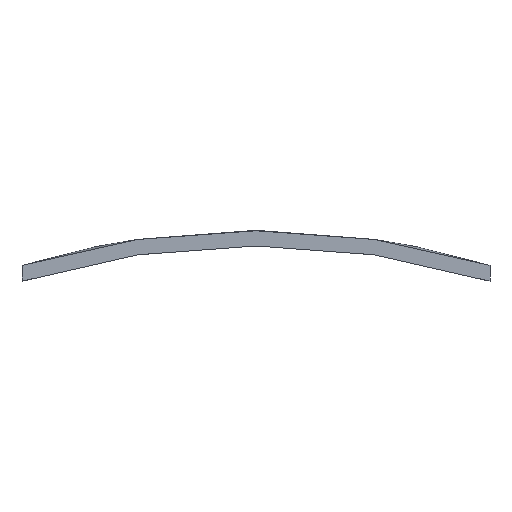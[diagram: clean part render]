
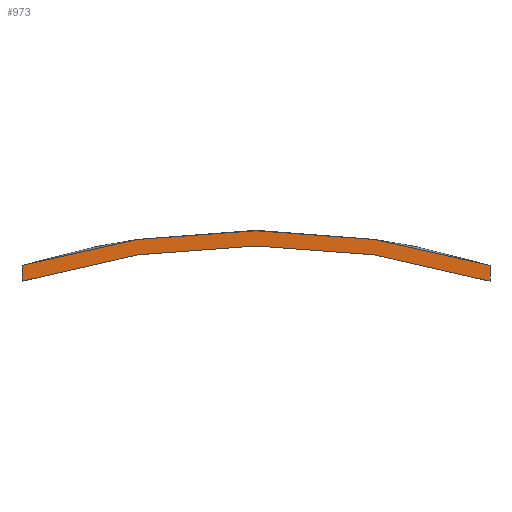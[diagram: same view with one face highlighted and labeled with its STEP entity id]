
A CAD part, front view. The second image highlights one B-rep face of the part: STEP entity #973.
In plain terms, the highlighted planar face has unit normal (0, -1, 0).
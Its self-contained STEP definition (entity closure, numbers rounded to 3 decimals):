
#32 = VERTEX_POINT ( 'NONE', #534 ) ;
#51 = CARTESIAN_POINT ( 'NONE',  ( 0., 0., -237.572 ) ) ;
#77 = EDGE_CURVE ( 'NONE', #1132, #810, #325, .T. ) ;
#98 = CARTESIAN_POINT ( 'NONE',  ( 73.171, 0., 5.13 ) ) ;
#134 = LINE ( 'NONE', #874, #165 ) ;
#148 = VERTEX_POINT ( 'NONE', #287 ) ;
#162 = ORIENTED_EDGE ( 'NONE', *, *, #77, .F. ) ;
#164 = PLANE ( 'NONE',  #894 ) ;
#165 = VECTOR ( 'NONE', #184, 1000. ) ;
#184 = DIRECTION ( 'NONE',  ( 0., 0., -1. ) ) ;
#222 = LINE ( 'NONE', #1079, #315 ) ;
#263 = DIRECTION ( 'NONE',  ( 0., 0., 1. ) ) ;
#272 = ORIENTED_EDGE ( 'NONE', *, *, #744, .F. ) ;
#287 = CARTESIAN_POINT ( 'NONE',  ( -73.171, 0., 0.151 ) ) ;
#315 = VECTOR ( 'NONE', #791, 1000. ) ;
#325 = CIRCLE ( 'NONE', #1273, 253.492 ) ;
#332 = CIRCLE ( 'NONE', #723, 248.729 ) ;
#340 = ORIENTED_EDGE ( 'NONE', *, *, #409, .F. ) ;
#409 = EDGE_CURVE ( 'NONE', #148, #1132, #222, .T. ) ;
#432 = ORIENTED_EDGE ( 'NONE', *, *, #474, .F. ) ;
#474 = EDGE_CURVE ( 'NONE', #32, #148, #332, .T. ) ;
#506 = CARTESIAN_POINT ( 'NONE',  ( 0., 0., -237.572 ) ) ;
#534 = CARTESIAN_POINT ( 'NONE',  ( 73.171, 0., 0.151 ) ) ;
#596 = CARTESIAN_POINT ( 'NONE',  ( -73.171, 0., 5.13 ) ) ;
#602 = DIRECTION ( 'NONE',  ( 0., 1., 0. ) ) ;
#614 = DIRECTION ( 'NONE',  ( 0., 0., 1. ) ) ;
#723 = AXIS2_PLACEMENT_3D ( 'NONE', #506, #1198, #614 ) ;
#744 = EDGE_CURVE ( 'NONE', #810, #32, #134, .T. ) ;
#791 = DIRECTION ( 'NONE',  ( 0., 0., 1. ) ) ;
#799 = CARTESIAN_POINT ( 'NONE',  ( 0., 0., -237.572 ) ) ;
#810 = VERTEX_POINT ( 'NONE', #98 ) ;
#853 = DIRECTION ( 'NONE',  ( 0., 1., 0. ) ) ;
#874 = CARTESIAN_POINT ( 'NONE',  ( 73.171, 0., -237.572 ) ) ;
#882 = DIRECTION ( 'NONE',  ( 0., 0., 1. ) ) ;
#894 = AXIS2_PLACEMENT_3D ( 'NONE', #51, #853, #263 ) ;
#973 = ADVANCED_FACE ( 'NONE', ( #1045 ), #164, .F. ) ;
#1045 = FACE_OUTER_BOUND ( 'NONE', #1256, .T. ) ;
#1079 = CARTESIAN_POINT ( 'NONE',  ( -73.171, 0., -237.572 ) ) ;
#1132 = VERTEX_POINT ( 'NONE', #596 ) ;
#1198 = DIRECTION ( 'NONE',  ( 0., -1., 0. ) ) ;
#1256 = EDGE_LOOP ( 'NONE', ( #272, #162, #340, #432 ) ) ;
#1273 = AXIS2_PLACEMENT_3D ( 'NONE', #799, #602, #882 ) ;
